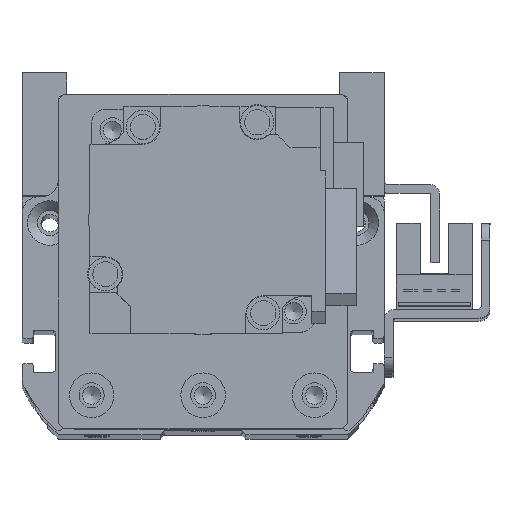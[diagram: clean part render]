
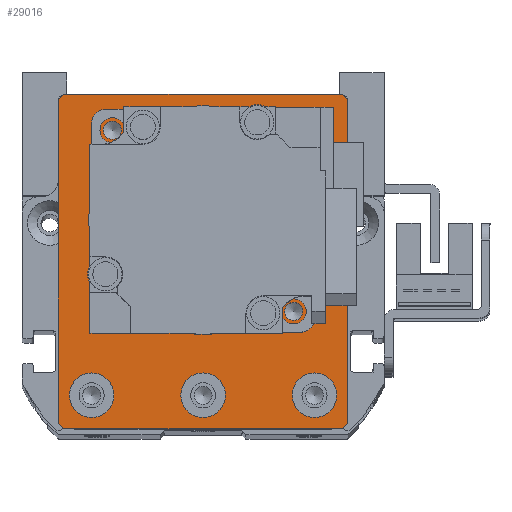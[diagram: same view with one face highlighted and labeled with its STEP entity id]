
A CAD part, top view. The second image highlights one B-rep face of the part: STEP entity #29016.
In plain terms, the highlighted planar face has unit normal (0, 0, 1).
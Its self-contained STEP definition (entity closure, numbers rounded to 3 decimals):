
#1340=FACE_BOUND('',#6289,.T.);
#1341=FACE_BOUND('',#6290,.T.);
#1342=FACE_BOUND('',#6291,.T.);
#1343=FACE_BOUND('',#6292,.T.);
#1344=FACE_BOUND('',#6293,.T.);
#1345=FACE_BOUND('',#6294,.T.);
#1346=FACE_BOUND('',#6295,.T.);
#1347=FACE_BOUND('',#6296,.T.);
#2070=PLANE('',#32570);
#4265=FACE_OUTER_BOUND('',#6288,.T.);
#6288=EDGE_LOOP('',(#27202,#27203,#27204,#27205,#27206,#27207,#27208,#27209));
#6289=EDGE_LOOP('',(#27210));
#6290=EDGE_LOOP('',(#27211));
#6291=EDGE_LOOP('',(#27212));
#6292=EDGE_LOOP('',(#27213));
#6293=EDGE_LOOP('',(#27214));
#6294=EDGE_LOOP('',(#27215));
#6295=EDGE_LOOP('',(#27216));
#6296=EDGE_LOOP('',(#27217));
#8504=LINE('',#51670,#10755);
#8510=LINE('',#51681,#10761);
#8517=LINE('',#51708,#10768);
#8520=LINE('',#51713,#10771);
#8521=LINE('',#51716,#10772);
#8524=LINE('',#51721,#10775);
#8525=LINE('',#51724,#10776);
#8547=LINE('',#51821,#10798);
#10755=VECTOR('',#41147,10.);
#10761=VECTOR('',#41155,10.);
#10768=VECTOR('',#41178,10.);
#10771=VECTOR('',#41183,10.);
#10772=VECTOR('',#41186,10.);
#10775=VECTOR('',#41191,10.);
#10776=VECTOR('',#41194,10.);
#10798=VECTOR('',#41310,10.);
#12377=CIRCLE('',#32533,4.);
#12380=CIRCLE('',#32539,4.);
#12383=CIRCLE('',#32545,4.);
#12385=CIRCLE('',#32550,1.621);
#12387=CIRCLE('',#32554,1.621);
#12389=CIRCLE('',#32558,1.621);
#12391=CIRCLE('',#32562,1.621);
#12394=CIRCLE('',#32568,15.);
#15009=VERTEX_POINT('',#51668);
#15010=VERTEX_POINT('',#51669);
#15014=VERTEX_POINT('',#51679);
#15026=VERTEX_POINT('',#51707);
#15027=VERTEX_POINT('',#51711);
#15028=VERTEX_POINT('',#51715);
#15029=VERTEX_POINT('',#51719);
#15030=VERTEX_POINT('',#51723);
#15037=VERTEX_POINT('',#51746);
#15040=VERTEX_POINT('',#51757);
#15043=VERTEX_POINT('',#51768);
#15046=VERTEX_POINT('',#51779);
#15049=VERTEX_POINT('',#51788);
#15052=VERTEX_POINT('',#51797);
#15055=VERTEX_POINT('',#51806);
#15058=VERTEX_POINT('',#51817);
#19040=EDGE_CURVE('',#15009,#15010,#8504,.T.);
#19046=EDGE_CURVE('',#15009,#15014,#8510,.T.);
#19059=EDGE_CURVE('',#15026,#15014,#8517,.T.);
#19062=EDGE_CURVE('',#15026,#15027,#8520,.T.);
#19063=EDGE_CURVE('',#15028,#15027,#8521,.T.);
#19066=EDGE_CURVE('',#15028,#15029,#8524,.T.);
#19067=EDGE_CURVE('',#15030,#15029,#8525,.T.);
#19077=EDGE_CURVE('',#15037,#15037,#12377,.T.);
#19082=EDGE_CURVE('',#15040,#15040,#12380,.T.);
#19087=EDGE_CURVE('',#15043,#15043,#12383,.T.);
#19092=EDGE_CURVE('',#15046,#15046,#12385,.T.);
#19096=EDGE_CURVE('',#15049,#15049,#12387,.T.);
#19100=EDGE_CURVE('',#15052,#15052,#12389,.T.);
#19104=EDGE_CURVE('',#15055,#15055,#12391,.T.);
#19110=EDGE_CURVE('',#15058,#15058,#12394,.T.);
#19111=EDGE_CURVE('',#15030,#15010,#8547,.T.);
#27202=ORIENTED_EDGE('',*,*,#19040,.F.);
#27203=ORIENTED_EDGE('',*,*,#19046,.T.);
#27204=ORIENTED_EDGE('',*,*,#19059,.F.);
#27205=ORIENTED_EDGE('',*,*,#19062,.T.);
#27206=ORIENTED_EDGE('',*,*,#19063,.F.);
#27207=ORIENTED_EDGE('',*,*,#19066,.T.);
#27208=ORIENTED_EDGE('',*,*,#19067,.F.);
#27209=ORIENTED_EDGE('',*,*,#19111,.T.);
#27210=ORIENTED_EDGE('',*,*,#19077,.T.);
#27211=ORIENTED_EDGE('',*,*,#19082,.T.);
#27212=ORIENTED_EDGE('',*,*,#19087,.T.);
#27213=ORIENTED_EDGE('',*,*,#19092,.T.);
#27214=ORIENTED_EDGE('',*,*,#19096,.T.);
#27215=ORIENTED_EDGE('',*,*,#19100,.T.);
#27216=ORIENTED_EDGE('',*,*,#19104,.T.);
#27217=ORIENTED_EDGE('',*,*,#19110,.T.);
#29016=ADVANCED_FACE('',(#4265,#1340,#1341,#1342,#1343,#1344,#1345,#1346,
#1347),#2070,.T.);
#32533=AXIS2_PLACEMENT_3D('',#51747,#41220,#41221);
#32539=AXIS2_PLACEMENT_3D('',#51758,#41234,#41235);
#32545=AXIS2_PLACEMENT_3D('',#51769,#41248,#41249);
#32550=AXIS2_PLACEMENT_3D('',#51780,#41261,#41262);
#32554=AXIS2_PLACEMENT_3D('',#51789,#41271,#41272);
#32558=AXIS2_PLACEMENT_3D('',#51798,#41281,#41282);
#32562=AXIS2_PLACEMENT_3D('',#51807,#41291,#41292);
#32568=AXIS2_PLACEMENT_3D('',#51819,#41306,#41307);
#32570=AXIS2_PLACEMENT_3D('',#51822,#41311,#41312);
#41147=DIRECTION('',(0.707,0.707,0.));
#41155=DIRECTION('',(0.,-1.,0.));
#41178=DIRECTION('',(-0.707,0.707,0.));
#41183=DIRECTION('',(1.,0.,0.));
#41186=DIRECTION('',(-0.707,-0.707,0.));
#41191=DIRECTION('',(0.,1.,0.));
#41194=DIRECTION('',(0.707,-0.707,0.));
#41220=DIRECTION('center_axis',(0.,0.,-1.));
#41221=DIRECTION('ref_axis',(1.,0.,0.));
#41234=DIRECTION('center_axis',(0.,0.,-1.));
#41235=DIRECTION('ref_axis',(1.,0.,0.));
#41248=DIRECTION('center_axis',(0.,0.,-1.));
#41249=DIRECTION('ref_axis',(1.,0.,0.));
#41261=DIRECTION('center_axis',(0.,0.,-1.));
#41262=DIRECTION('ref_axis',(1.,0.,0.));
#41271=DIRECTION('center_axis',(0.,0.,-1.));
#41272=DIRECTION('ref_axis',(1.,0.,0.));
#41281=DIRECTION('center_axis',(0.,0.,-1.));
#41282=DIRECTION('ref_axis',(1.,0.,0.));
#41291=DIRECTION('center_axis',(0.,0.,-1.));
#41292=DIRECTION('ref_axis',(1.,0.,0.));
#41306=DIRECTION('center_axis',(0.,0.,-1.));
#41307=DIRECTION('ref_axis',(-1.,0.,0.));
#41310=DIRECTION('',(-1.,0.,0.));
#41311=DIRECTION('center_axis',(0.,0.,1.));
#41312=DIRECTION('ref_axis',(1.,0.,0.));
#51668=CARTESIAN_POINT('',(-26.,29.,12.5));
#51669=CARTESIAN_POINT('',(-25.,30.,12.5));
#51670=CARTESIAN_POINT('',(-26.5,28.5,12.5));
#51679=CARTESIAN_POINT('',(-26.,-29.,12.5));
#51681=CARTESIAN_POINT('',(-26.,30.,12.5));
#51707=CARTESIAN_POINT('',(-25.,-30.,12.5));
#51708=CARTESIAN_POINT('',(-26.5,-28.5,12.5));
#51711=CARTESIAN_POINT('',(25.,-30.,12.5));
#51713=CARTESIAN_POINT('',(-26.,-30.,12.5));
#51715=CARTESIAN_POINT('',(26.,-29.,12.5));
#51716=CARTESIAN_POINT('',(26.5,-28.5,12.5));
#51719=CARTESIAN_POINT('',(26.,29.,12.5));
#51721=CARTESIAN_POINT('',(26.,-30.,12.5));
#51723=CARTESIAN_POINT('',(25.,30.,12.5));
#51724=CARTESIAN_POINT('',(26.5,28.5,12.5));
#51746=CARTESIAN_POINT('',(16.,-24.,12.5));
#51747=CARTESIAN_POINT('Origin',(20.,-24.,12.5));
#51757=CARTESIAN_POINT('',(-24.,-24.,12.5));
#51758=CARTESIAN_POINT('Origin',(-20.,-24.,12.5));
#51768=CARTESIAN_POINT('',(-4.,-24.,12.5));
#51769=CARTESIAN_POINT('Origin',(0.,-24.,12.5));
#51779=CARTESIAN_POINT('',(14.642,-8.963,12.5));
#51780=CARTESIAN_POINT('Origin',(16.263,-8.963,12.5));
#51788=CARTESIAN_POINT('',(-17.884,23.563,12.5));
#51789=CARTESIAN_POINT('Origin',(-16.263,23.563,12.5));
#51797=CARTESIAN_POINT('',(14.642,23.563,12.5));
#51798=CARTESIAN_POINT('Origin',(16.263,23.563,12.5));
#51806=CARTESIAN_POINT('',(-17.884,-8.963,12.5));
#51807=CARTESIAN_POINT('Origin',(-16.263,-8.963,12.5));
#51817=CARTESIAN_POINT('',(15.,7.3,12.5));
#51819=CARTESIAN_POINT('Origin',(0.,7.3,12.5));
#51821=CARTESIAN_POINT('',(26.,30.,12.5));
#51822=CARTESIAN_POINT('Origin',(0.,0.,12.5));
